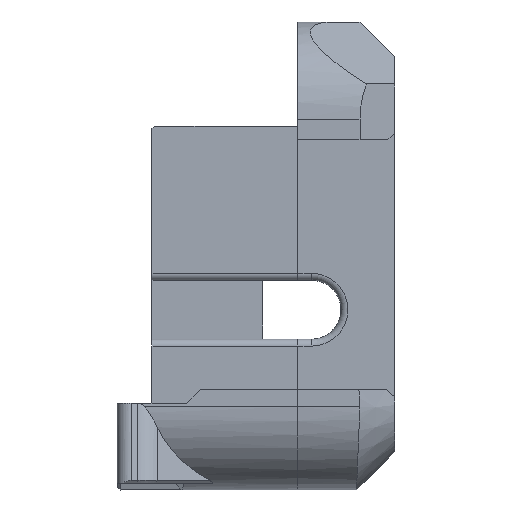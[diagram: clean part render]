
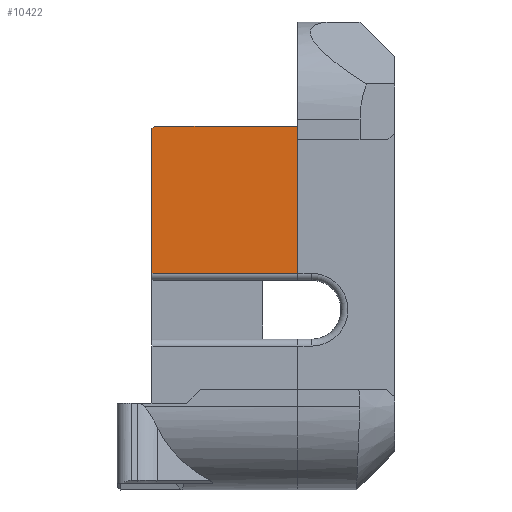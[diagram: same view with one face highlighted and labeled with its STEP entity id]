
A CAD part, left-side view. The second image highlights one B-rep face of the part: STEP entity #10422.
In plain terms, the highlighted planar face has unit normal (-1, 0, 0).
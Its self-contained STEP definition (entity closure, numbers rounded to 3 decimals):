
#1122=FACE_OUTER_BOUND('',#1721,.T.);
#1721=EDGE_LOOP('',(#8772,#8773,#8774,#8775,#8776));
#2662=LINE('',#17207,#3748);
#2686=LINE('',#17263,#3772);
#2689=LINE('',#17271,#3775);
#2690=LINE('',#17273,#3776);
#2691=LINE('',#17274,#3777);
#3748=VECTOR('',#13370,10.);
#3772=VECTOR('',#13416,10.);
#3775=VECTOR('',#13423,10.);
#3776=VECTOR('',#13424,10.);
#3777=VECTOR('',#13425,10.);
#4792=VERTEX_POINT('',#17204);
#4793=VERTEX_POINT('',#17206);
#4814=VERTEX_POINT('',#17262);
#4817=VERTEX_POINT('',#17270);
#4818=VERTEX_POINT('',#17272);
#6138=EDGE_CURVE('',#4793,#4792,#2662,.T.);
#6166=EDGE_CURVE('',#4793,#4814,#2686,.T.);
#6170=EDGE_CURVE('',#4817,#4792,#2689,.T.);
#6171=EDGE_CURVE('',#4818,#4817,#2690,.T.);
#6172=EDGE_CURVE('',#4814,#4818,#2691,.T.);
#8772=ORIENTED_EDGE('',*,*,#6138,.T.);
#8773=ORIENTED_EDGE('',*,*,#6170,.F.);
#8774=ORIENTED_EDGE('',*,*,#6171,.F.);
#8775=ORIENTED_EDGE('',*,*,#6172,.F.);
#8776=ORIENTED_EDGE('',*,*,#6166,.F.);
#9924=PLANE('',#11201);
#10422=ADVANCED_FACE('',(#1122),#9924,.T.);
#11201=AXIS2_PLACEMENT_3D('',#17269,#13421,#13422);
#13370=DIRECTION('',(0.,0.,1.));
#13416=DIRECTION('',(0.,1.,0.));
#13421=DIRECTION('center_axis',(-1.,0.,0.));
#13422=DIRECTION('ref_axis',(0.,0.,
-1.));
#13423=DIRECTION('',(0.,-1.,0.));
#13424=DIRECTION('',(0.,-0.707,0.707));
#13425=DIRECTION('',(0.,0.,1.));
#17204=CARTESIAN_POINT('',(131.417,-141.93,89.5));
#17206=CARTESIAN_POINT('',(131.417,-141.93,68.25));
#17207=CARTESIAN_POINT('',(131.417,-141.93,80.125));
#17262=CARTESIAN_POINT('',(131.417,-120.93,68.25));
#17263=CARTESIAN_POINT('',(131.417,-137.93,68.25));
#17269=CARTESIAN_POINT('Origin',(131.417,-154.93,89.5));
#17270=CARTESIAN_POINT('',(131.417,-121.33,89.5));
#17271=CARTESIAN_POINT('',(131.417,-154.93,89.5));
#17272=CARTESIAN_POINT('',(131.417,-120.93,89.1));
#17273=CARTESIAN_POINT('',(131.417,-129.63,97.8));
#17274=CARTESIAN_POINT('',(131.417,-120.93,49.5));
